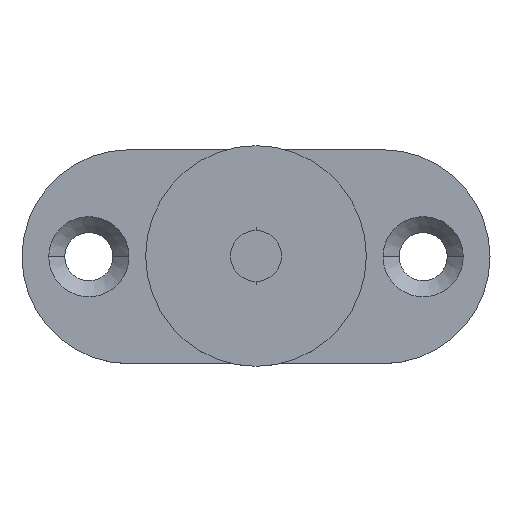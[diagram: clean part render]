
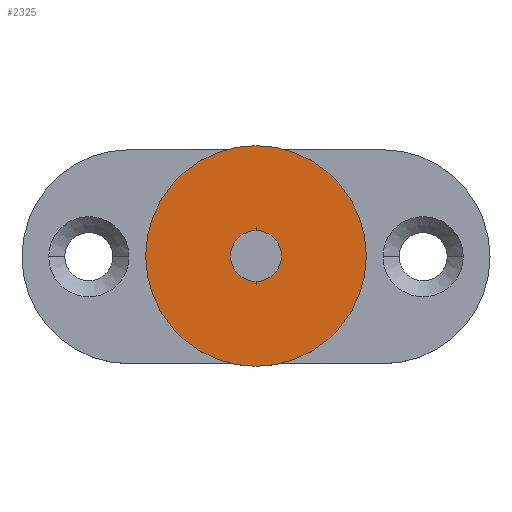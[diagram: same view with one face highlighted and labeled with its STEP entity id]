
A CAD part, top view. The second image highlights one B-rep face of the part: STEP entity #2325.
In plain terms, the highlighted face is planar.
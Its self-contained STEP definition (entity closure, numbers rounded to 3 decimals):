
#235 = CARTESIAN_POINT ( 'NONE',  ( 0., -0.8, 0. ) ) ;
#473 = ORIENTED_EDGE ( 'NONE', *, *, #2143, .T. ) ;
#494 = CARTESIAN_POINT ( 'NONE',  ( 0., -0.8, -1.9 ) ) ;
#548 = ORIENTED_EDGE ( 'NONE', *, *, #2372, .F. ) ;
#571 = AXIS2_PLACEMENT_3D ( 'NONE', #1808, #1530, #1272 ) ;
#720 = DIRECTION ( 'NONE',  ( 0., 0., 1. ) ) ;
#843 = FACE_BOUND ( 'NONE', #1623, .T. ) ;
#889 = CARTESIAN_POINT ( 'NONE',  ( 0., -0.8, 0. ) ) ;
#965 = FACE_OUTER_BOUND ( 'NONE', #2175, .T. ) ;
#970 = DIRECTION ( 'NONE',  ( 0., 1., 0. ) ) ;
#979 = EDGE_CURVE ( 'NONE', #2388, #1959, #2168, .T. ) ;
#1093 = DIRECTION ( 'NONE',  ( 0., 0., 1. ) ) ;
#1239 = AXIS2_PLACEMENT_3D ( 'NONE', #1629, #1350, #1093 ) ;
#1240 = ORIENTED_EDGE ( 'NONE', *, *, #2183, .T. ) ;
#1242 = CARTESIAN_POINT ( 'NONE',  ( 0., -0.8, 0. ) ) ;
#1272 = DIRECTION ( 'NONE',  ( 0., 0., 1. ) ) ;
#1323 = CARTESIAN_POINT ( 'NONE',  ( 0., -0.8, 1.9 ) ) ;
#1350 = DIRECTION ( 'NONE',  ( 0., 1., 0. ) ) ;
#1366 = VERTEX_POINT ( 'NONE', #494 ) ;
#1381 = CIRCLE ( 'NONE', #2158, 1.9 ) ;
#1530 = DIRECTION ( 'NONE',  ( 0., 1., 0. ) ) ;
#1582 = CIRCLE ( 'NONE', #1701, 8.25 ) ;
#1623 = EDGE_LOOP ( 'NONE', ( #1240, #473 ) ) ;
#1629 = CARTESIAN_POINT ( 'NONE',  ( 0., -0.8, 0. ) ) ;
#1701 = AXIS2_PLACEMENT_3D ( 'NONE', #1242, #970, #720 ) ;
#1808 = CARTESIAN_POINT ( 'NONE',  ( 0., -0.8, 0. ) ) ;
#1856 = AXIS2_PLACEMENT_3D ( 'NONE', #235, #2531, #2268 ) ;
#1959 = VERTEX_POINT ( 'NONE', #2159 ) ;
#1984 = CIRCLE ( 'NONE', #571, 1.9 ) ;
#2124 = VERTEX_POINT ( 'NONE', #1323 ) ;
#2143 = EDGE_CURVE ( 'NONE', #1366, #2124, #1984, .T. ) ;
#2145 = DIRECTION ( 'NONE',  ( 0., 0., 1. ) ) ;
#2158 = AXIS2_PLACEMENT_3D ( 'NONE', #889, #2431, #2145 ) ;
#2159 = CARTESIAN_POINT ( 'NONE',  ( 0., -0.8, -8.25 ) ) ;
#2162 = PLANE ( 'NONE',  #1239 ) ;
#2168 = CIRCLE ( 'NONE', #1856, 8.25 ) ;
#2175 = EDGE_LOOP ( 'NONE', ( #548, #2191 ) ) ;
#2181 = CARTESIAN_POINT ( 'NONE',  ( 0., -0.8, 8.25 ) ) ;
#2183 = EDGE_CURVE ( 'NONE', #2124, #1366, #1381, .T. ) ;
#2191 = ORIENTED_EDGE ( 'NONE', *, *, #979, .F. ) ;
#2268 = DIRECTION ( 'NONE',  ( 0., 0., 1. ) ) ;
#2325 = ADVANCED_FACE ( 'NONE', ( #965, #843 ), #2162, .F. ) ;
#2372 = EDGE_CURVE ( 'NONE', #1959, #2388, #1582, .T. ) ;
#2388 = VERTEX_POINT ( 'NONE', #2181 ) ;
#2431 = DIRECTION ( 'NONE',  ( 0., 1., 0. ) ) ;
#2531 = DIRECTION ( 'NONE',  ( 0., 1., 0. ) ) ;
